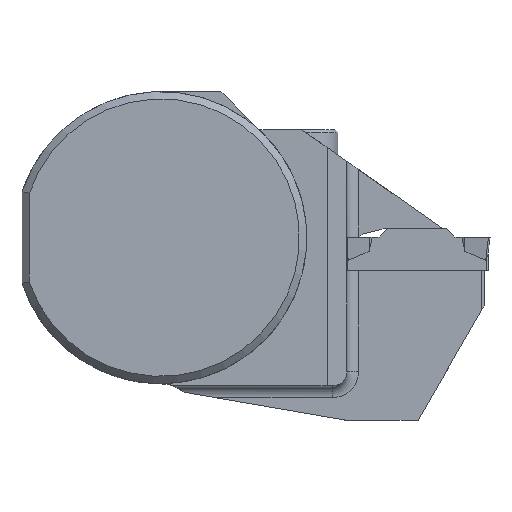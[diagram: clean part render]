
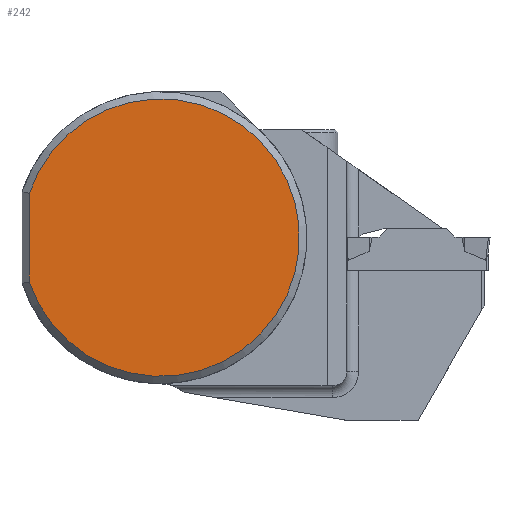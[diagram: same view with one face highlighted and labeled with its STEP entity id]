
A CAD part, top view. The second image highlights one B-rep face of the part: STEP entity #242.
In plain terms, the highlighted planar face has unit normal (0, 0, 1).
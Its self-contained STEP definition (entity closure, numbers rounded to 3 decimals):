
#183=CIRCLE('',#1831,19.);
#242=ADVANCED_FACE('',(#383),#310,.F.);
#310=PLANE('',#1833);
#383=FACE_OUTER_BOUND('',#467,.T.);
#467=EDGE_LOOP('',(#844,#845));
#844=ORIENTED_EDGE('',*,*,#1294,.F.);
#845=ORIENTED_EDGE('',*,*,#1301,.F.);
#1093=VERTEX_POINT('',#2877);
#1094=VERTEX_POINT('',#2882);
#1294=EDGE_CURVE('',#1094,#1093,#1465,.T.);
#1301=EDGE_CURVE('',#1093,#1094,#183,.T.);
#1465=LINE('',#2883,#1636);
#1636=VECTOR('',#2197,1.);
#1831=AXIS2_PLACEMENT_3D('',#2899,#2222,#2223);
#1833=AXIS2_PLACEMENT_3D('',#2901,#2226,#2227);
#2197=DIRECTION('',(0.,1.,0.));
#2222=DIRECTION('',(0.,0.,-1.));
#2223=DIRECTION('',(-1.,0.,0.));
#2226=DIRECTION('',(0.,0.,-1.));
#2227=DIRECTION('',(1.,0.,0.));
#2877=CARTESIAN_POINT('',(-18.,6.083,0.325));
#2882=CARTESIAN_POINT('',(-18.,-6.083,0.325));
#2883=CARTESIAN_POINT('',(-18.,20.,0.325));
#2899=CARTESIAN_POINT('',(0.,0.,0.325));
#2901=CARTESIAN_POINT('',(0.,19.,0.325));
